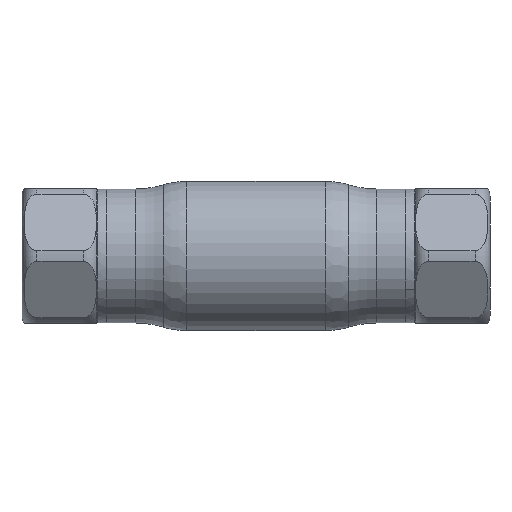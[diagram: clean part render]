
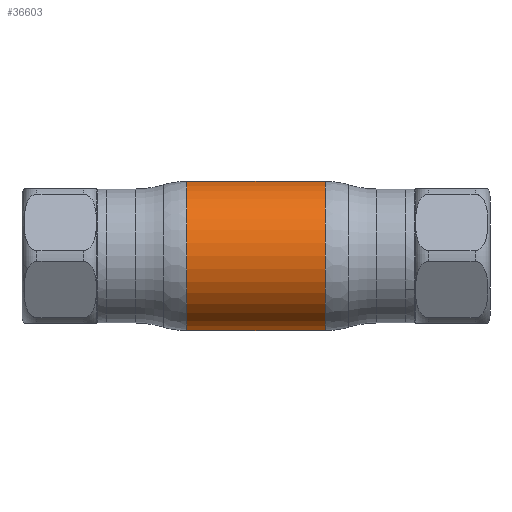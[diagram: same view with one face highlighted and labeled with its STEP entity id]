
A CAD part, front view. The second image highlights one B-rep face of the part: STEP entity #36603.
In plain terms, the highlighted cylindrical face has radius 15 mm (diameter 30 mm), a partial arc.
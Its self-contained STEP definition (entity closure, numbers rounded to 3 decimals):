
#1978 = DIRECTION ( 'NONE',  ( -1., 0., 0. ) ) ;
#3199 = CARTESIAN_POINT ( 'NONE',  ( -62.69, 0., -15. ) ) ;
#5253 = FACE_OUTER_BOUND ( 'NONE', #47491, .T. ) ;
#6771 = VERTEX_POINT ( 'NONE', #55425 ) ;
#8133 = CARTESIAN_POINT ( 'NONE',  ( 13.909, 0., 15. ) ) ;
#10023 = VERTEX_POINT ( 'NONE', #40361 ) ;
#11448 = CARTESIAN_POINT ( 'NONE',  ( -62.69, 0., 15. ) ) ;
#11589 = DIRECTION ( 'NONE',  ( 0., 0., 1. ) ) ;
#11774 = VERTEX_POINT ( 'NONE', #43473 ) ;
#14538 = VECTOR ( 'NONE', #29507, 1000. ) ;
#14881 = VERTEX_POINT ( 'NONE', #8133 ) ;
#15244 = ORIENTED_EDGE ( 'NONE', *, *, #37335, .T. ) ;
#15653 = CIRCLE ( 'NONE', #56097, 15. ) ;
#18039 = ORIENTED_EDGE ( 'NONE', *, *, #38776, .T. ) ;
#18296 = AXIS2_PLACEMENT_3D ( 'NONE', #28916, #41558, #19740 ) ;
#19722 = DIRECTION ( 'NONE',  ( 0., 0., 1. ) ) ;
#19740 = DIRECTION ( 'NONE',  ( 0., 0., 1. ) ) ;
#21560 = EDGE_CURVE ( 'NONE', #11774, #6771, #29836, .T. ) ;
#23338 = CYLINDRICAL_SURFACE ( 'NONE', #18296, 15. ) ;
#28916 = CARTESIAN_POINT ( 'NONE',  ( -62.69, 0., 0. ) ) ;
#29507 = DIRECTION ( 'NONE',  ( -1., 0., 0. ) ) ;
#29836 = LINE ( 'NONE', #3199, #30006 ) ;
#30006 = VECTOR ( 'NONE', #38919, 1000. ) ;
#33931 = LINE ( 'NONE', #11448, #14538 ) ;
#34940 = CARTESIAN_POINT ( 'NONE',  ( 13.909, 0., 0. ) ) ;
#35223 = DIRECTION ( 'NONE',  ( -1., 0., 0. ) ) ;
#36603 = ADVANCED_FACE ( 'NONE', ( #5253 ), #23338, .T. ) ;
#37335 = EDGE_CURVE ( 'NONE', #14881, #10023, #33931, .T. ) ;
#38776 = EDGE_CURVE ( 'NONE', #11774, #14881, #15653, .T. ) ;
#38919 = DIRECTION ( 'NONE',  ( -1., 0., 0. ) ) ;
#39976 = ORIENTED_EDGE ( 'NONE', *, *, #21560, .F. ) ;
#40361 = CARTESIAN_POINT ( 'NONE',  ( -13.909, 0., 15. ) ) ;
#41558 = DIRECTION ( 'NONE',  ( -1., 0., 0. ) ) ;
#41806 = CARTESIAN_POINT ( 'NONE',  ( -13.909, 0., 0. ) ) ;
#43473 = CARTESIAN_POINT ( 'NONE',  ( 13.909, 0., -15. ) ) ;
#47491 = EDGE_LOOP ( 'NONE', ( #39976, #18039, #15244, #52626 ) ) ;
#50645 = AXIS2_PLACEMENT_3D ( 'NONE', #41806, #1978, #19722 ) ;
#52626 = ORIENTED_EDGE ( 'NONE', *, *, #55034, .F. ) ;
#55034 = EDGE_CURVE ( 'NONE', #6771, #10023, #55346, .T. ) ;
#55346 = CIRCLE ( 'NONE', #50645, 15. ) ;
#55425 = CARTESIAN_POINT ( 'NONE',  ( -13.909, 0., -15. ) ) ;
#56097 = AXIS2_PLACEMENT_3D ( 'NONE', #34940, #35223, #11589 ) ;
